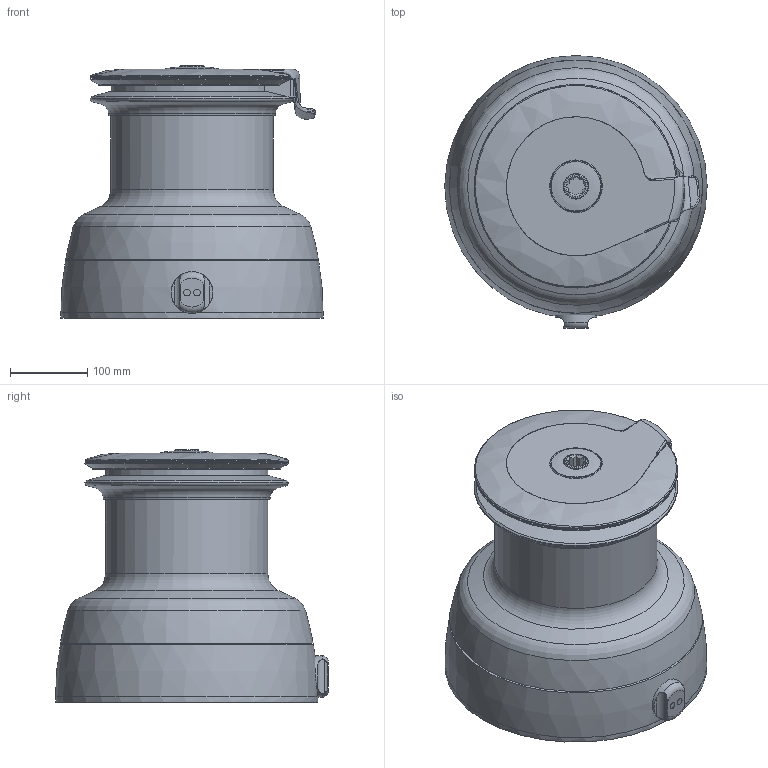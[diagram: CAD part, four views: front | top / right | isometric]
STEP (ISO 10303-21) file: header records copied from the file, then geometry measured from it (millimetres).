
FILE_DESCRIPTION(/* description */ (''),/* implementation_level */ '2;1');
FILE_NAME(/* name */ 'XT80.3.stp',/* time_stamp */ '2016-03-23T15:19:45+01:00',/* author */ ('gianni'),/* organization */ (''),/* preprocessor_version */ 'ST-DEVELOPER v16.1',/* originating_system */ 'Autodesk Inventor 2016',/* authorisation */ '');
FILE_SCHEMA (('AUTOMOTIVE_DESIGN { 1 0 10303 214 3 1 1 }'));
Length unit declared in the file: millimetre
Products named in the file (1): XT80.3
Bounding box: 339 x 352.78 x 326 mm (x, y, z)
Volume: 18522418.1 mm3; surface area: 534088.6 mm2
Topology: 1 solids, 1 shells, 182 faces, 476 edges, 310 vertices
Faces by surface type: plane 70, cylinder 66, bspline 19, torus 18, cone 9
Full cylindrical faces by diameter (mm): 8.4 x2, 10.5 x8, 26 x1, 31.72 x1, 32.2 x1, 53.5 x1, 54.2 x1, 210 x1, 212 x1, 215 x1, 243 x2, 263 x3, 339 x1
Entity records: 11414 total; most frequent: CARTESIAN_POINT 7232, DIRECTION 856, ORIENTED_EDGE 836, EDGE_CURVE 418, AXIS2_PLACEMENT_3D 353, VERTEX_POINT 296, EDGE_LOOP 246, FACE_OUTER_BOUND 182
